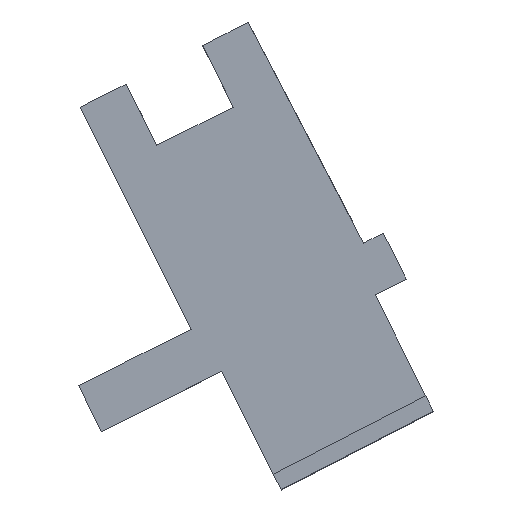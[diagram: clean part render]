
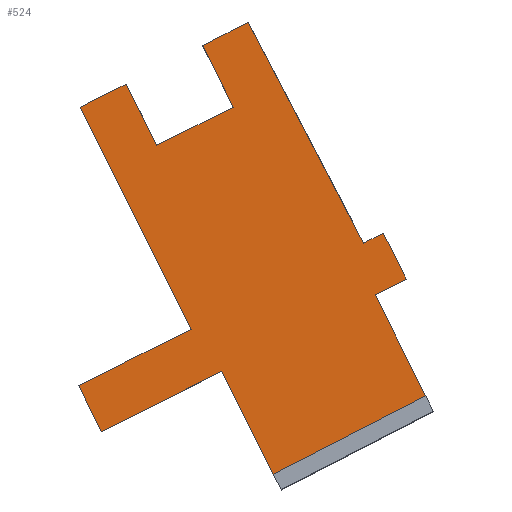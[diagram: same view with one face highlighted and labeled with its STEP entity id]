
A CAD part, top view. The second image highlights one B-rep face of the part: STEP entity #524.
In plain terms, the highlighted planar face has unit normal (0, 0, 1).
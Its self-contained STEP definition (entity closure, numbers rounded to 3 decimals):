
#24=ORIENTED_EDGE('',*,*,#172,.F.);
#25=ORIENTED_EDGE('',*,*,#173,.T.);
#26=ORIENTED_EDGE('',*,*,#174,.T.);
#27=ORIENTED_EDGE('',*,*,#175,.T.);
#28=ORIENTED_EDGE('',*,*,#176,.T.);
#29=ORIENTED_EDGE('',*,*,#177,.F.);
#30=ORIENTED_EDGE('',*,*,#178,.F.);
#31=ORIENTED_EDGE('',*,*,#179,.F.);
#32=ORIENTED_EDGE('',*,*,#180,.F.);
#33=ORIENTED_EDGE('',*,*,#181,.T.);
#34=ORIENTED_EDGE('',*,*,#182,.T.);
#35=ORIENTED_EDGE('',*,*,#183,.T.);
#36=ORIENTED_EDGE('',*,*,#184,.T.);
#37=ORIENTED_EDGE('',*,*,#185,.T.);
#38=ORIENTED_EDGE('',*,*,#186,.T.);
#39=ORIENTED_EDGE('',*,*,#187,.T.);
#40=ORIENTED_EDGE('',*,*,#188,.T.);
#41=ORIENTED_EDGE('',*,*,#189,.F.);
#172=EDGE_CURVE('',#246,#247,#295,.T.);
#173=EDGE_CURVE('',#246,#248,#296,.T.);
#174=EDGE_CURVE('',#248,#249,#297,.T.);
#175=EDGE_CURVE('',#249,#250,#298,.T.);
#176=EDGE_CURVE('',#250,#251,#299,.T.);
#177=EDGE_CURVE('',#252,#251,#300,.T.);
#178=EDGE_CURVE('',#253,#252,#301,.T.);
#179=EDGE_CURVE('',#254,#253,#302,.T.);
#180=EDGE_CURVE('',#255,#254,#303,.T.);
#181=EDGE_CURVE('',#255,#256,#304,.T.);
#182=EDGE_CURVE('',#256,#257,#305,.T.);
#183=EDGE_CURVE('',#257,#258,#306,.T.);
#184=EDGE_CURVE('',#258,#259,#307,.T.);
#185=EDGE_CURVE('',#259,#260,#308,.T.);
#186=EDGE_CURVE('',#260,#261,#309,.T.);
#187=EDGE_CURVE('',#261,#262,#310,.T.);
#188=EDGE_CURVE('',#262,#263,#311,.T.);
#189=EDGE_CURVE('',#247,#263,#312,.T.);
#246=VERTEX_POINT('',#729);
#247=VERTEX_POINT('',#730);
#248=VERTEX_POINT('',#732);
#249=VERTEX_POINT('',#734);
#250=VERTEX_POINT('',#736);
#251=VERTEX_POINT('',#738);
#252=VERTEX_POINT('',#740);
#253=VERTEX_POINT('',#742);
#254=VERTEX_POINT('',#744);
#255=VERTEX_POINT('',#746);
#256=VERTEX_POINT('',#748);
#257=VERTEX_POINT('',#750);
#258=VERTEX_POINT('',#752);
#259=VERTEX_POINT('',#754);
#260=VERTEX_POINT('',#756);
#261=VERTEX_POINT('',#758);
#262=VERTEX_POINT('',#760);
#263=VERTEX_POINT('',#762);
#295=LINE('',#728,#369);
#296=LINE('',#731,#370);
#297=LINE('',#733,#371);
#298=LINE('',#735,#372);
#299=LINE('',#737,#373);
#300=LINE('',#739,#374);
#301=LINE('',#741,#375);
#302=LINE('',#743,#376);
#303=LINE('',#745,#377);
#304=LINE('',#747,#378);
#305=LINE('',#749,#379);
#306=LINE('',#751,#380);
#307=LINE('',#753,#381);
#308=LINE('',#755,#382);
#309=LINE('',#757,#383);
#310=LINE('',#759,#384);
#311=LINE('',#761,#385);
#312=LINE('',#763,#386);
#369=VECTOR('',#598,1000.);
#370=VECTOR('',#599,1000.);
#371=VECTOR('',#600,1000.);
#372=VECTOR('',#601,1000.);
#373=VECTOR('',#602,1000.);
#374=VECTOR('',#603,1000.);
#375=VECTOR('',#604,1000.);
#376=VECTOR('',#605,1000.);
#377=VECTOR('',#606,1000.);
#378=VECTOR('',#607,1000.);
#379=VECTOR('',#608,1000.);
#380=VECTOR('',#609,1000.);
#381=VECTOR('',#610,1000.);
#382=VECTOR('',#611,1000.);
#383=VECTOR('',#612,1000.);
#384=VECTOR('',#613,1000.);
#385=VECTOR('',#614,1000.);
#386=VECTOR('',#615,1000.);
#443=EDGE_LOOP('',(#24,#25,#26,#27,#28,#29,#30,#31,#32,#33,#34,#35,#36,
#37,#38,#39,#40,#41));
#470=FACE_BOUND('',#443,.T.);
#497=PLANE('',#566);
#524=ADVANCED_FACE('',(#470),#497,.F.);
#566=AXIS2_PLACEMENT_3D('',#727,#596,#597);
#596=DIRECTION('',(0.,0.,-1.));
#597=DIRECTION('',(0.,-1.,0.));
#598=DIRECTION('',(-0.89,-0.456,0.));
#599=DIRECTION('',(-0.447,0.895,0.));
#600=DIRECTION('',(0.894,0.447,0.));
#601=DIRECTION('',(-0.447,0.895,0.));
#602=DIRECTION('',(-0.895,-0.447,0.));
#603=DIRECTION('',(0.462,-0.887,0.));
#604=DIRECTION('',(0.887,0.462,0.));
#605=DIRECTION('',(-0.447,0.895,0.));
#606=DIRECTION('',(0.895,0.447,0.));
#607=DIRECTION('',(0.448,-0.894,0.));
#608=DIRECTION('',(-0.895,-0.446,0.));
#609=DIRECTION('',(-0.446,0.895,0.));
#610=DIRECTION('',(-0.894,-0.447,0.));
#611=DIRECTION('',(0.447,-0.894,0.));
#612=DIRECTION('',(-0.894,-0.447,0.));
#613=DIRECTION('',(0.447,-0.895,0.));
#614=DIRECTION('',(0.894,0.447,0.));
#615=DIRECTION('',(-0.447,0.895,0.));
#727=CARTESIAN_POINT('',(0.,0.,3.6));
#728=CARTESIAN_POINT('',(12.501,75.631,3.6));
#729=CARTESIAN_POINT('',(14.73,76.775,3.6));
#730=CARTESIAN_POINT('',(10.281,74.492,3.6));
#731=CARTESIAN_POINT('',(13.237,79.766,3.6));
#732=CARTESIAN_POINT('',(13.249,79.742,3.6));
#733=CARTESIAN_POINT('',(11.75,78.992,3.6));
#734=CARTESIAN_POINT('',(14.164,80.199,3.6));
#735=CARTESIAN_POINT('',(13.663,81.203,3.6));
#736=CARTESIAN_POINT('',(13.495,81.538,3.6));
#737=CARTESIAN_POINT('',(13.206,81.394,3.6));
#738=CARTESIAN_POINT('',(12.917,81.25,3.6));
#739=CARTESIAN_POINT('',(11.235,84.477,3.6));
#740=CARTESIAN_POINT('',(9.553,87.703,3.6));
#741=CARTESIAN_POINT('',(8.888,87.356,3.6));
#742=CARTESIAN_POINT('',(8.223,87.01,3.6));
#743=CARTESIAN_POINT('',(8.67,86.115,3.6));
#744=CARTESIAN_POINT('',(9.117,85.221,3.6));
#745=CARTESIAN_POINT('',(8.558,84.941,3.6));
#746=CARTESIAN_POINT('',(8.467,84.896,3.6));
#747=CARTESIAN_POINT('',(8.467,84.896,3.6));
#748=CARTESIAN_POINT('',(8.467,84.896,3.6));
#749=CARTESIAN_POINT('',(7.439,84.383,3.6));
#750=CARTESIAN_POINT('',(6.88,84.104,3.6));
#751=CARTESIAN_POINT('',(6.434,84.999,3.6));
#752=CARTESIAN_POINT('',(5.987,85.894,3.6));
#753=CARTESIAN_POINT('',(5.316,85.558,3.6));
#754=CARTESIAN_POINT('',(4.646,85.223,3.6));
#755=CARTESIAN_POINT('',(6.267,81.98,3.6));
#756=CARTESIAN_POINT('',(7.888,78.738,3.6));
#757=CARTESIAN_POINT('',(6.353,77.971,3.6));
#758=CARTESIAN_POINT('',(4.594,77.091,3.6));
#759=CARTESIAN_POINT('',(5.096,76.087,3.6));
#760=CARTESIAN_POINT('',(5.264,75.749,3.6));
#761=CARTESIAN_POINT('',(11.75,78.992,3.6));
#762=CARTESIAN_POINT('',(8.777,77.505,3.6));
#763=CARTESIAN_POINT('',(11.009,73.033,3.6));
